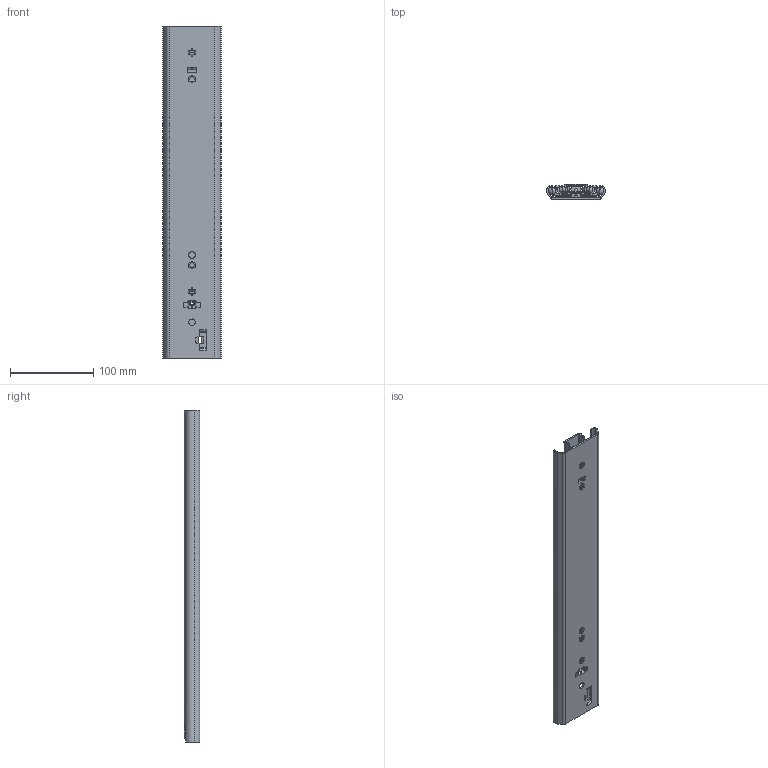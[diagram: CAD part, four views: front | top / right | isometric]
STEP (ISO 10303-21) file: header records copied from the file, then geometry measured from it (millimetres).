
FILE_DESCRIPTION((''),'2;1');
FILE_NAME('101-S63_ASM','2015-05-18T',('w.jans'),(''),'PRO/ENGINEER BY PARAMETRIC TECHNOLOGY CORPORATION, 2003450','PRO/ENGINEER BY PARAMETRIC TECHNOLOGY CORPORATION, 2003450','');
FILE_SCHEMA(('CONFIG_CONTROL_DESIGN'));
Length unit declared in the file: millimetre
Products named in the file (14): 101-S63-SKEL; 511-01-S63-TA1; 511-01-S63-TA1_ASM; 515-4XX-01-S63; 911-073; 515-4XX-01-S63_ASM; 512-01-S63-TA2; 512-01-S63-TA2_ASM; 515-5XX-01-S63; 911-078; 515-5XX-01-S63_ASM; 513-01-S63-TA3; 513-01-S63-TA3_ASM; 101-S63_ASM
Assembly tree (43 placements, depth 3):
  101-S63_ASM
    101-S63-SKEL
    511-01-S63-TA1_ASM
      511-01-S63-TA1
    515-4XX-01-S63_ASM
      515-4XX-01-S63
      911-073  x18
    512-01-S63-TA2_ASM
      512-01-S63-TA2
    515-5XX-01-S63_ASM
      515-5XX-01-S63
      911-078  x14
    513-01-S63-TA3_ASM
      513-01-S63-TA3
Bounding box: 70.9 x 18.4 x 400 mm (x, y, z)
Volume: 183314.1 mm3; surface area: 218538.7 mm2
Topology: 37 solids, 37 shells, 1037 faces, 2984 edges, 1876 vertices
Faces by surface type: plane 530, cylinder 413, sphere 64, cone 30
Entity records: 34568 total; most frequent: CARTESIAN_POINT 7934, ORIENTED_EDGE 5592, DIRECTION 5563, EDGE_CURVE 2796, AXIS2_PLACEMENT_3D 1872, VECTOR 1819, LINE 1819, VERTEX_POINT 1816
